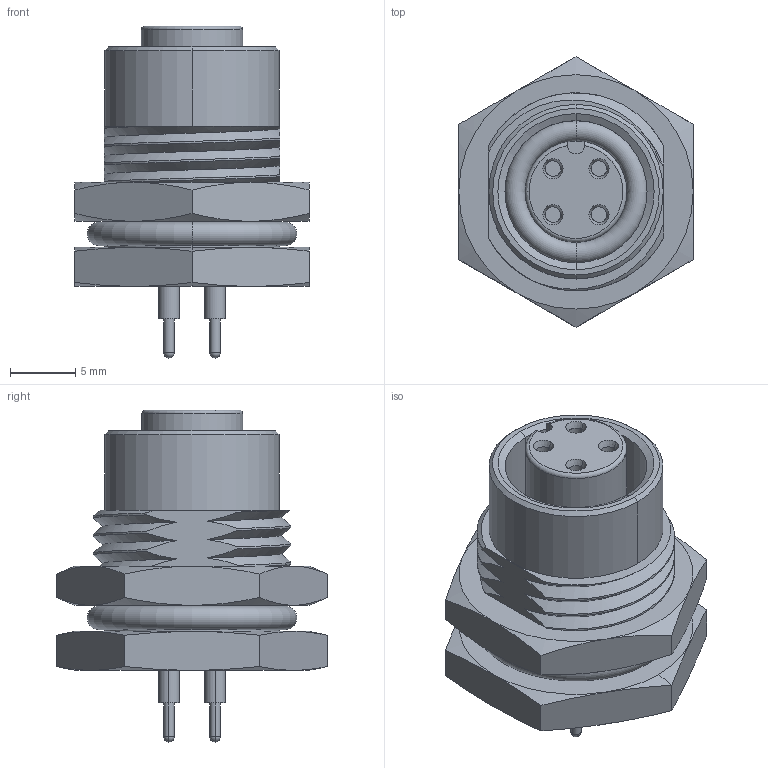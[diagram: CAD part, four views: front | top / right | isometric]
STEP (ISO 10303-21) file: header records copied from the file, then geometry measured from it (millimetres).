
FILE_DESCRIPTION((''),'2;1');
FILE_NAME('C-2075001-2','2021-01-07T23:19:20',('workeradm'),('TE Connectivity Ltd.'),'CREO PARAMETRIC BY PTC INC, 2019292','CREO PARAMETRIC BY PTC INC, 2019292','');
FILE_SCHEMA(('AUTOMOTIVE_DESIGN { 1 0 10303 214 1 1 1 1 }'));
Length unit declared in the file: millimetre
Products named in the file (1): C-2075001-2
Bounding box: 18 x 20.78 x 25.5 mm (x, y, z)
Volume: 3266.1 mm3; surface area: 2693.5 mm2
Topology: 1 solids, 1 shells, 180 faces, 453 edges, 299 vertices
Faces by surface type: plane 66, cylinder 54, cone 30, bspline 17, sphere 8, torus 5
Entity records: 8406 total; most frequent: CARTESIAN_POINT 4071, ORIENTED_EDGE 864, DIRECTION 812, EDGE_CURVE 432, AXIS2_PLACEMENT_3D 305, VERTEX_POINT 273, VECTOR 202, LINE 202
